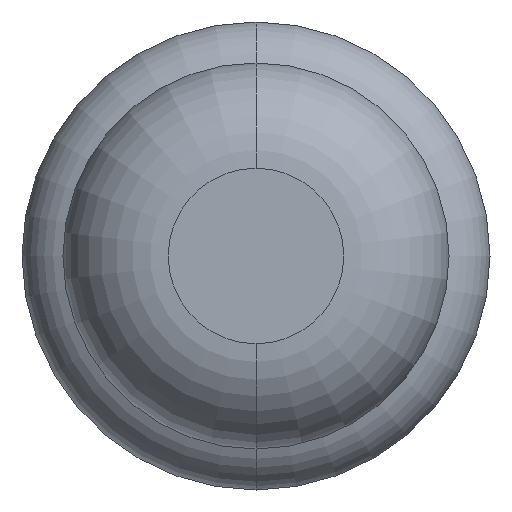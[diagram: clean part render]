
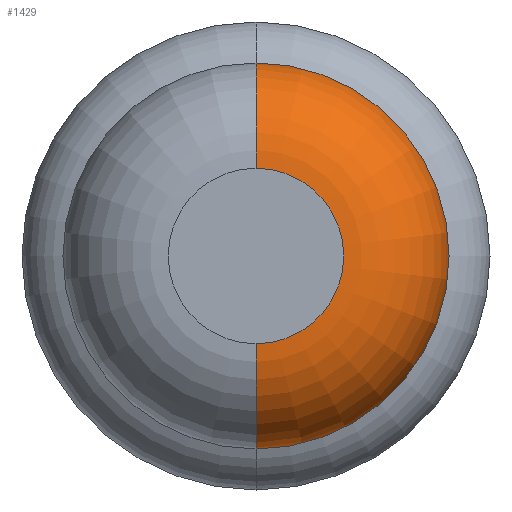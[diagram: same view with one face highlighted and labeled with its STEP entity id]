
A CAD part, front view. The second image highlights one B-rep face of the part: STEP entity #1429.
In plain terms, the highlighted toroidal (fillet/blend) face has major radius 0.375 mm and minor radius 0.45 mm.
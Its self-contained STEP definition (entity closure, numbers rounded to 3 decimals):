
#79 = DIRECTION ( 'NONE',  ( -1., 0., 0. ) ) ;
#121 = CARTESIAN_POINT ( 'NONE',  ( 0., -28.55, 0.825 ) ) ;
#192 = ORIENTED_EDGE ( 'NONE', *, *, #2021, .T. ) ;
#232 = AXIS2_PLACEMENT_3D ( 'NONE', #661, #3065, #2398 ) ;
#278 = DIRECTION ( 'NONE',  ( 0., 1., 0. ) ) ;
#360 = CARTESIAN_POINT ( 'NONE',  ( 0., -29., -0.375 ) ) ;
#420 = DIRECTION ( 'NONE',  ( 0., 0., 1. ) ) ;
#502 = VERTEX_POINT ( 'NONE', #121 ) ;
#628 = CARTESIAN_POINT ( 'NONE',  ( 0., -28.55, 0. ) ) ;
#661 = CARTESIAN_POINT ( 'NONE',  ( 0., -28.55, -0.375 ) ) ;
#698 = CIRCLE ( 'NONE', #2442, 0.45 ) ;
#1067 = ORIENTED_EDGE ( 'NONE', *, *, #1373, .F. ) ;
#1269 = CARTESIAN_POINT ( 'NONE',  ( 0., -29., 0.375 ) ) ;
#1352 = DIRECTION ( 'NONE',  ( 0., 1., 0. ) ) ;
#1373 = EDGE_CURVE ( 'Defeature ausgef�hrt1_9+Defeature ausgef�hrt1_8+Defeature ausgef�hrt1_8+Defeature ausgef�hrt1_8', #502, #1598, #2461, .T. ) ;
#1429 = ADVANCED_FACE ( 'Defeature ausgef�hrt1_8', ( #3439 ), #4267, .T. ) ;
#1581 = VERTEX_POINT ( 'NONE', #360 ) ;
#1593 = ORIENTED_EDGE ( 'NONE', *, *, #2835, .F. ) ;
#1598 = VERTEX_POINT ( 'NONE', #2791 ) ;
#2021 = EDGE_CURVE ( 'Defeature ausgef�hrt1_8+Defeature ausgef�hrt1_7+Defeature ausgef�hrt1_7+Defeature ausgef�hrt1_7', #2190, #1581, #3746, .T. ) ;
#2042 = CARTESIAN_POINT ( 'NONE',  ( 0., -28.55, 0. ) ) ;
#2073 = EDGE_LOOP ( 'NONE', ( #192, #3069, #1067, #1593 ) ) ;
#2190 = VERTEX_POINT ( 'NONE', #1269 ) ;
#2288 = DIRECTION ( 'NONE',  ( 0., 0., 1. ) ) ;
#2323 = AXIS2_PLACEMENT_3D ( 'NONE', #628, #278, #4101 ) ;
#2367 = DIRECTION ( 'NONE',  ( 0., 0., 1. ) ) ;
#2398 = DIRECTION ( 'NONE',  ( 0., 0., -1. ) ) ;
#2442 = AXIS2_PLACEMENT_3D ( 'NONE', #3200, #79, #420 ) ;
#2461 = CIRCLE ( 'NONE', #2323, 0.825 ) ;
#2791 = CARTESIAN_POINT ( 'NONE',  ( 0., -28.55, -0.825 ) ) ;
#2835 = EDGE_CURVE ( 'NONE', #2190, #502, #698, .T. ) ;
#2922 = DIRECTION ( 'NONE',  ( 0., 1., 0. ) ) ;
#2991 = AXIS2_PLACEMENT_3D ( 'NONE', #3979, #2922, #2288 ) ;
#3065 = DIRECTION ( 'NONE',  ( 1., 0., 0. ) ) ;
#3069 = ORIENTED_EDGE ( 'NONE', *, *, #3699, .T. ) ;
#3200 = CARTESIAN_POINT ( 'NONE',  ( 0., -28.55, 0.375 ) ) ;
#3439 = FACE_OUTER_BOUND ( 'NONE', #2073, .T. ) ;
#3699 = EDGE_CURVE ( 'NONE', #1581, #1598, #4133, .T. ) ;
#3746 = CIRCLE ( 'NONE', #2991, 0.375 ) ;
#3979 = CARTESIAN_POINT ( 'NONE',  ( 0., -29., 0. ) ) ;
#4101 = DIRECTION ( 'NONE',  ( 0., 0., 1. ) ) ;
#4133 = CIRCLE ( 'NONE', #232, 0.45 ) ;
#4267 = TOROIDAL_SURFACE ( 'NONE', #4507, 0.375, 0.45 ) ;
#4507 = AXIS2_PLACEMENT_3D ( 'NONE', #2042, #1352, #2367 ) ;
